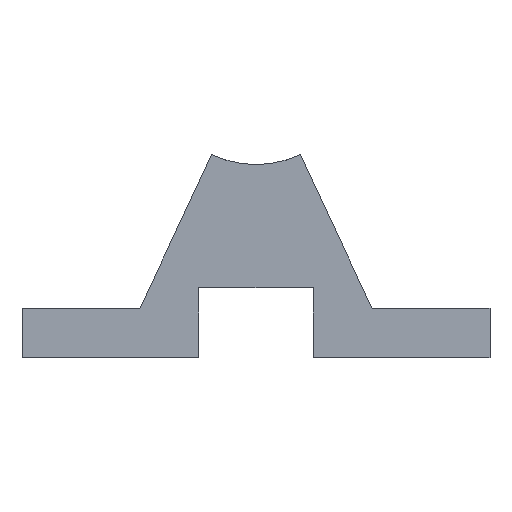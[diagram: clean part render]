
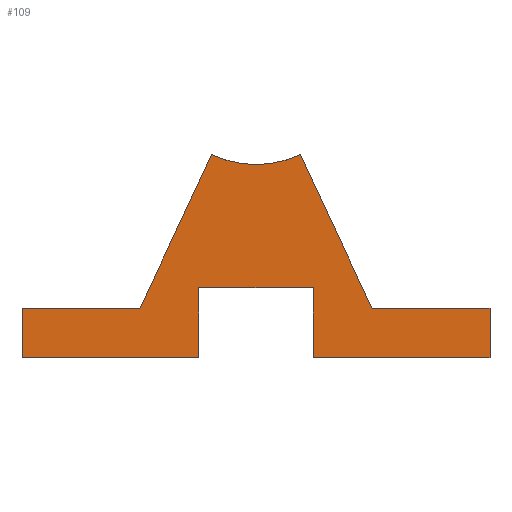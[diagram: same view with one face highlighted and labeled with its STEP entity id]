
A CAD part, front view. The second image highlights one B-rep face of the part: STEP entity #109.
In plain terms, the highlighted planar face has unit normal (0, -1, 0).
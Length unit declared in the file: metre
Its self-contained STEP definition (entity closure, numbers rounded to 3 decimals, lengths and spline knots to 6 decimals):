
#109 = ADVANCED_FACE( '', ( #257 ), #258, .T. );
#257 = FACE_OUTER_BOUND( '', #396, .T. );
#258 = PLANE( '', #397 );
#396 = EDGE_LOOP( '', ( #632, #633, #634, #635, #636, #637, #638, #639, #640, #641, #642, #643 ) );
#397 = AXIS2_PLACEMENT_3D( '', #644, #645, #646 );
#632 = ORIENTED_EDGE( '', *, *, #722, .F. );
#633 = ORIENTED_EDGE( '', *, *, #734, .T. );
#634 = ORIENTED_EDGE( '', *, *, #675, .T. );
#635 = ORIENTED_EDGE( '', *, *, #685, .T. );
#636 = ORIENTED_EDGE( '', *, *, #700, .F. );
#637 = ORIENTED_EDGE( '', *, *, #738, .F. );
#638 = ORIENTED_EDGE( '', *, *, #689, .F. );
#639 = ORIENTED_EDGE( '', *, *, #730, .F. );
#640 = ORIENTED_EDGE( '', *, *, #661, .F. );
#641 = ORIENTED_EDGE( '', *, *, #648, .F. );
#642 = ORIENTED_EDGE( '', *, *, #716, .F. );
#643 = ORIENTED_EDGE( '', *, *, #712, .F. );
#644 = CARTESIAN_POINT( '', ( 0., 0., 0.036 ) );
#645 = DIRECTION( '', ( 0., -1., 0. ) );
#646 = DIRECTION( '', ( 0., 0., -1. ) );
#648 = EDGE_CURVE( '', #743, #744, #745, .T. );
#661 = EDGE_CURVE( '', #744, #766, #767, .T. );
#675 = EDGE_CURVE( '', #791, #789, #792, .T. );
#685 = EDGE_CURVE( '', #789, #806, #808, .T. );
#689 = EDGE_CURVE( '', #814, #815, #816, .T. );
#700 = EDGE_CURVE( '', #833, #806, #835, .T. );
#712 = EDGE_CURVE( '', #852, #853, #854, .T. );
#716 = EDGE_CURVE( '', #853, #743, #858, .T. );
#722 = EDGE_CURVE( '', #866, #852, #868, .T. );
#730 = EDGE_CURVE( '', #766, #814, #879, .T. );
#734 = EDGE_CURVE( '', #866, #791, #883, .T. );
#738 = EDGE_CURVE( '', #815, #833, #887, .T. );
#743 = VERTEX_POINT( '', #892 );
#744 = VERTEX_POINT( '', #893 );
#745 = LINE( '', #894, #895 );
#766 = VERTEX_POINT( '', #1057 );
#767 = CIRCLE( '', #1058, 0.0125 );
#789 = VERTEX_POINT( '', #1289 );
#791 = VERTEX_POINT( '', #1292 );
#792 = LINE( '', #1293, #1294 );
#806 = VERTEX_POINT( '', #1310 );
#808 = LINE( '', #1313, #1314 );
#814 = VERTEX_POINT( '', #1320 );
#815 = VERTEX_POINT( '', #1321 );
#816 = LINE( '', #1322, #1323 );
#833 = VERTEX_POINT( '', #1344 );
#835 = LINE( '', #1347, #1348 );
#852 = VERTEX_POINT( '', #1371 );
#853 = VERTEX_POINT( '', #1372 );
#854 = LINE( '', #1373, #1374 );
#858 = LINE( '', #1380, #1381 );
#866 = VERTEX_POINT( '', #1389 );
#868 = LINE( '', #1392, #1393 );
#879 = LINE( '', #1404, #1405 );
#883 = LINE( '', #1409, #1410 );
#887 = LINE( '', #1414, #1415 );
#892 = CARTESIAN_POINT( '', ( -0.014132, 0., 0.006 ) );
#893 = CARTESIAN_POINT( '', ( -0.0054, 0., 0.024727 ) );
#894 = CARTESIAN_POINT( '', ( -0.014132, 0., 0.006 ) );
#895 = VECTOR( '', #1419, 1. );
#1057 = CARTESIAN_POINT( '', ( 0.0054, 0., 0.024727 ) );
#1058 = AXIS2_PLACEMENT_3D( '', #1435, #1436, #1437 );
#1289 = CARTESIAN_POINT( '', ( 0.007, 0., 0.0085 ) );
#1292 = CARTESIAN_POINT( '', ( -0.007, 0., 0.0085 ) );
#1293 = CARTESIAN_POINT( '', ( -0.007, 0., 0.0085 ) );
#1294 = VECTOR( '', #1453, 1. );
#1310 = CARTESIAN_POINT( '', ( 0.007, 0., 0. ) );
#1313 = CARTESIAN_POINT( '', ( 0.007, 0., 0.0085 ) );
#1314 = VECTOR( '', #1469, 1. );
#1320 = CARTESIAN_POINT( '', ( 0.014132, 0., 0.006 ) );
#1321 = CARTESIAN_POINT( '', ( 0.0285, 0., 0.006 ) );
#1322 = CARTESIAN_POINT( '', ( 0.0285, 0., 0.006 ) );
#1323 = VECTOR( '', #1476, 1. );
#1344 = CARTESIAN_POINT( '', ( 0.0285, 0., 0. ) );
#1347 = CARTESIAN_POINT( '', ( 0.0285, 0., 0. ) );
#1348 = VECTOR( '', #1494, 1. );
#1371 = CARTESIAN_POINT( '', ( -0.0285, 0., 0. ) );
#1372 = CARTESIAN_POINT( '', ( -0.0285, 0., 0.006 ) );
#1373 = CARTESIAN_POINT( '', ( -0.0285, 0., 0. ) );
#1374 = VECTOR( '', #1507, 1. );
#1380 = CARTESIAN_POINT( '', ( -0.0285, 0., 0.006 ) );
#1381 = VECTOR( '', #1510, 1. );
#1389 = CARTESIAN_POINT( '', ( -0.007, 0., 0. ) );
#1392 = CARTESIAN_POINT( '', ( 0.0285, 0., 0. ) );
#1393 = VECTOR( '', #1521, 1. );
#1404 = CARTESIAN_POINT( '', ( 0.014132, 0., 0.006 ) );
#1405 = VECTOR( '', #1531, 1. );
#1409 = CARTESIAN_POINT( '', ( -0.007, 0., 0. ) );
#1410 = VECTOR( '', #1532, 1. );
#1414 = CARTESIAN_POINT( '', ( 0.0285, 0., 0. ) );
#1415 = VECTOR( '', #1533, 1. );
#1419 = DIRECTION( '', ( 0.423, 0., 0.906 ) );
#1435 = CARTESIAN_POINT( '', ( 0., 0., 0.036 ) );
#1436 = DIRECTION( '', ( 0., -1., 0. ) );
#1437 = DIRECTION( '', ( 1., 0., 0. ) );
#1453 = DIRECTION( '', ( 1., 0., 0. ) );
#1469 = DIRECTION( '', ( 0., 0., -1. ) );
#1476 = DIRECTION( '', ( 1., 0., 0. ) );
#1494 = DIRECTION( '', ( -1., 0., 0. ) );
#1507 = DIRECTION( '', ( 0., 0., 1. ) );
#1510 = DIRECTION( '', ( 1., 0., 0. ) );
#1521 = DIRECTION( '', ( -1., 0., 0. ) );
#1531 = DIRECTION( '', ( 0.423, 0., -0.906 ) );
#1532 = DIRECTION( '', ( 0., 0., 1. ) );
#1533 = DIRECTION( '', ( 0., 0., -1. ) );
